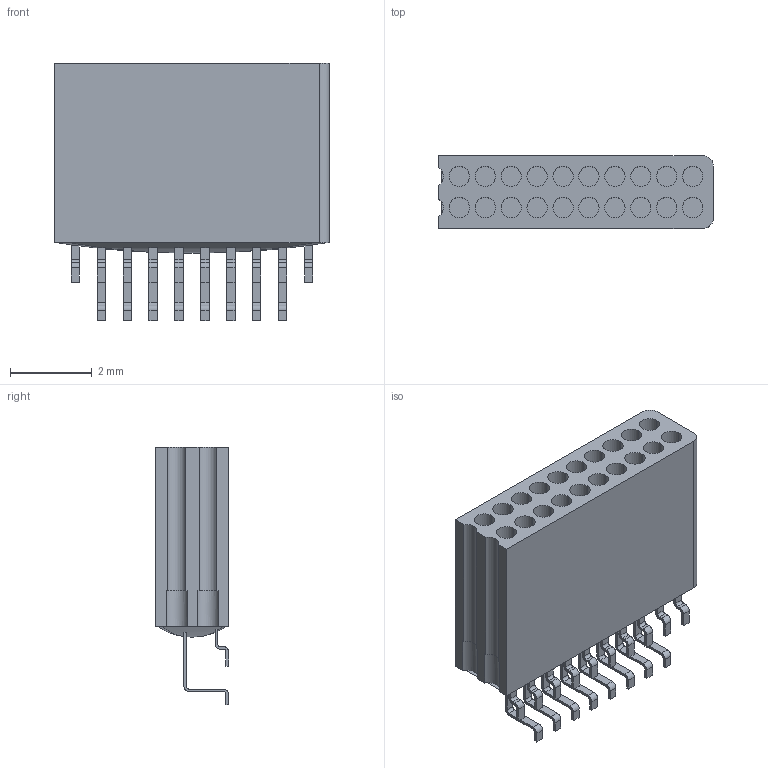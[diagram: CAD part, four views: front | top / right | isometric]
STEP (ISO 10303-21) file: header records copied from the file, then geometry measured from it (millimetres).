
FILE_DESCRIPTION (( 'STEP AP214' ), '1' );
FILE_NAME ('A79040-001 REV D.STEP', '2015-11-06T13:01:38', ( '' ), ( '' ), 'SwSTEP 2.0', 'SolidWorks 2015', '' );
FILE_SCHEMA (( 'AUTOMOTIVE_DESIGN' ));
Length unit declared in the file: inch
Products named in the file (1): A79040-001
Bounding box: 6.73 x 1.79 x 6.3 mm (x, y, z)
Volume: 35.7 mm3; surface area: 260.2 mm2
Topology: 1 solids, 1 shells, 445 faces, 1150 edges, 761 vertices
Faces by surface type: plane 263, cylinder 162, bspline 20
Entity records: 14053 total; most frequent: CARTESIAN_POINT 2968, DIRECTION 2292, ORIENTED_EDGE 2292, EDGE_CURVE 1146, AXIS2_PLACEMENT_3D 780, VERTEX_POINT 761, LINE 732, VECTOR 732
